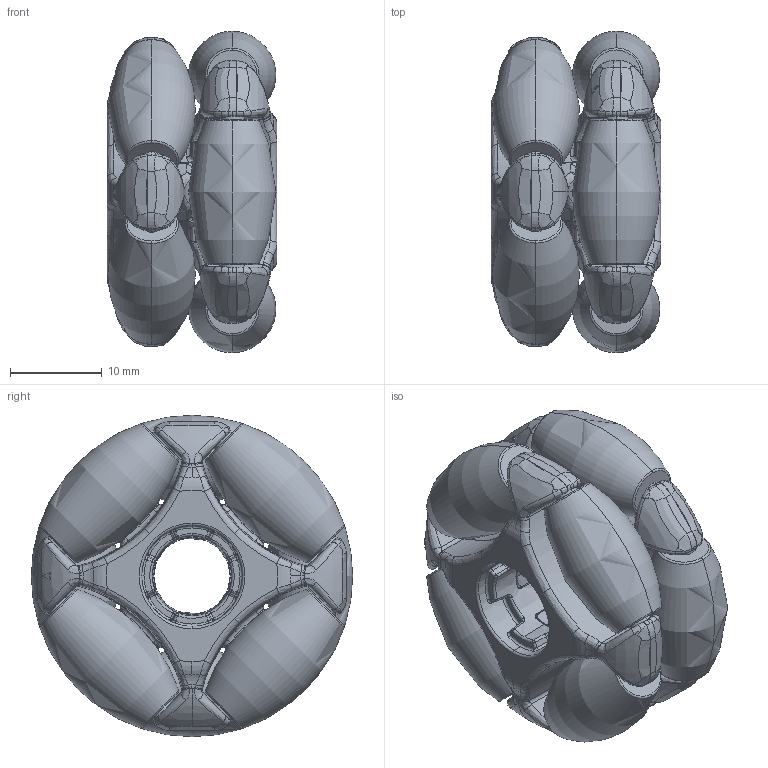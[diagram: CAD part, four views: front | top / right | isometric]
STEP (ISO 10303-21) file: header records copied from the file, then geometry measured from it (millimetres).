
FILE_DESCRIPTION (( 'STEP AP214' ), '1' );
FILE_NAME ('am-4970_blue 35mm Omni Wheel 8mm Bore.STEP', '2023-10-03T12:20:50', ( '' ), ( '' ), 'SwSTEP 2.0', 'SolidWorks 2022', '' );
FILE_SCHEMA (( 'AUTOMOTIVE_DESIGN' ));
Length unit declared in the file: millimetre
Products named in the file (1): am-4970_blue 35mm Omni Wheel 8mm Bore
Bounding box: 18.5 x 35 x 35 mm (x, y, z)
Surface area: 8093 mm2 (no closed solid volume)
Topology: 0 solids, 2 shells, 1070 faces, 2827 edges, 1730 vertices
Faces by surface type: bspline 459, torus 185, plane 170, cylinder 152, sphere 66, cone 38
Entity records: 57360 total; most frequent: CARTESIAN_POINT 23337, ORIENTED_EDGE 5576, DIRECTION 3559, EDGE_CURVE 2795, VERTEX_POINT 1714, AXIS2_PLACEMENT_3D 1571, B_SPLINE_CURVE_WITH_KNOTS 1329, EDGE_LOOP 1090
